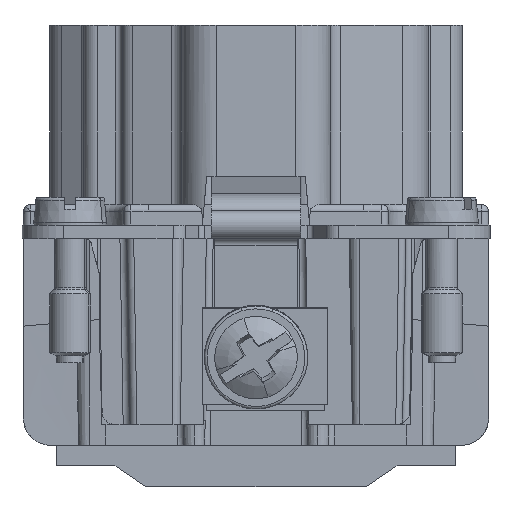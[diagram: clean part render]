
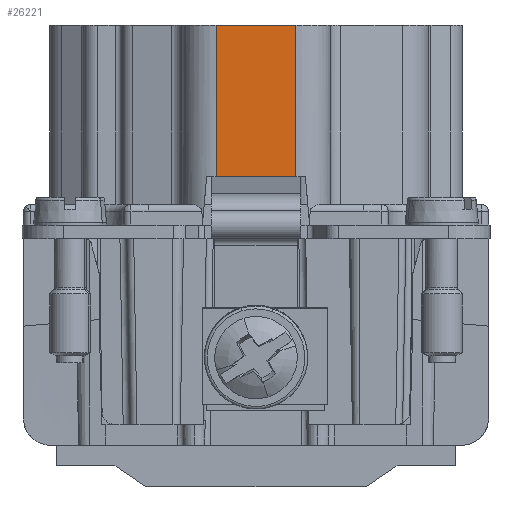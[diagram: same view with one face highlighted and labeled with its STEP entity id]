
A CAD part, front view. The second image highlights one B-rep face of the part: STEP entity #26221.
In plain terms, the highlighted planar face has unit normal (0, -1, 0).
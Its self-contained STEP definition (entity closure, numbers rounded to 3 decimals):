
#26201=AXIS2_PLACEMENT_3D('Plane Axis2P3D',#26198,#26199,#26200) ;
#12901=CARTESIAN_POINT('Vertex',(14.1,2.745,33.5)) ;
#12904=CARTESIAN_POINT('Line Origine',(17.,2.745,33.5)) ;
#12908=CARTESIAN_POINT('Vertex',(19.9,2.745,33.5)) ;
#26174=CARTESIAN_POINT('Line Origine',(19.9,2.745,26.4)) ;
#26178=CARTESIAN_POINT('Vertex',(19.9,2.745,22.5)) ;
#26198=CARTESIAN_POINT('Axis2P3D Location',(19.9,2.745,20.5)) ;
#26203=CARTESIAN_POINT('Line Origine',(17.,2.745,22.5)) ;
#26207=CARTESIAN_POINT('Vertex',(14.1,2.745,22.5)) ;
#26210=CARTESIAN_POINT('Line Origine',(14.1,2.745,28.)) ;
#12905=DIRECTION('Vector Direction',(-1.,0.,0.)) ;
#26175=DIRECTION('Vector Direction',(0.,0.,1.)) ;
#26199=DIRECTION('Axis2P3D Direction',(0.,1.,0.)) ;
#26200=DIRECTION('Axis2P3D XDirection',(-1.,0.,0.)) ;
#26204=DIRECTION('Vector Direction',(-1.,0.,0.)) ;
#26211=DIRECTION('Vector Direction',(0.,0.,1.)) ;
#12906=VECTOR('Line Direction',#12905,1.) ;
#26176=VECTOR('Line Direction',#26175,1.) ;
#26205=VECTOR('Line Direction',#26204,1.) ;
#26212=VECTOR('Line Direction',#26211,1.) ;
#26216=ORIENTED_EDGE('',*,*,#26209,.F.) ;
#26217=ORIENTED_EDGE('',*,*,#26180,.T.) ;
#26218=ORIENTED_EDGE('',*,*,#12910,.F.) ;
#26219=ORIENTED_EDGE('',*,*,#26214,.F.) ;
#26221=ADVANCED_FACE('Hauptk\X2\00F6\X0\rper',(#26220),#26202,.F.) ;
#12910=EDGE_CURVE('',#12902,#12909,#12907,.F.) ;
#26180=EDGE_CURVE('',#26179,#12909,#26177,.T.) ;
#26209=EDGE_CURVE('',#26179,#26208,#26206,.T.) ;
#26214=EDGE_CURVE('',#26208,#12902,#26213,.T.) ;
#26215=EDGE_LOOP('',(#26216,#26217,#26218,#26219)) ;
#26220=FACE_OUTER_BOUND('',#26215,.T.) ;
#12907=LINE('Line',#12904,#12906) ;
#26177=LINE('Line',#26174,#26176) ;
#26206=LINE('Line',#26203,#26205) ;
#26213=LINE('Line',#26210,#26212) ;
#26202=PLANE('',#26201) ;
#12902=VERTEX_POINT('',#12901) ;
#12909=VERTEX_POINT('',#12908) ;
#26179=VERTEX_POINT('',#26178) ;
#26208=VERTEX_POINT('',#26207) ;
